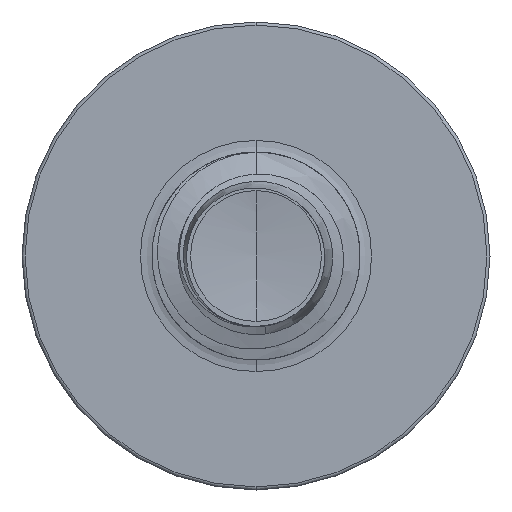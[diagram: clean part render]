
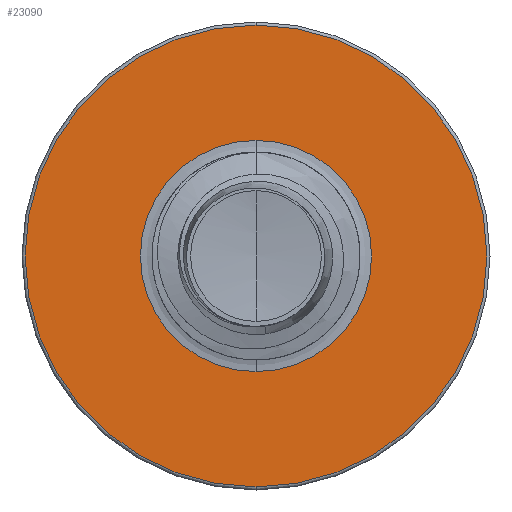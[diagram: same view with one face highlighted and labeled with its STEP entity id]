
A CAD part, front view. The second image highlights one B-rep face of the part: STEP entity #23090.
In plain terms, the highlighted planar face has unit normal (0, -1, 0).
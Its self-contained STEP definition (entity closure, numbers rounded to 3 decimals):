
#569 = AXIS2_PLACEMENT_3D ( 'NONE', #14843, #14208, #14106 ) ;
#1096 = CARTESIAN_POINT ( 'NONE',  ( 0., 7., -2.22 ) ) ;
#1513 = DIRECTION ( 'NONE',  ( 0., 0., 1. ) ) ;
#2299 = ORIENTED_EDGE ( 'NONE', *, *, #5781, .T. ) ;
#2410 = CARTESIAN_POINT ( 'NONE',  ( 0., 7., -1.112 ) ) ;
#2904 = CARTESIAN_POINT ( 'NONE',  ( 0., 7., 2.22 ) ) ;
#5781 = EDGE_CURVE ( 'NONE', #21788, #7900, #22720, .T. ) ;
#7900 = VERTEX_POINT ( 'NONE', #22289 ) ;
#8781 = DIRECTION ( 'NONE',  ( 0., 0., 1. ) ) ;
#8857 = CARTESIAN_POINT ( 'NONE',  ( 0., 7., -1.112 ) ) ;
#8900 = PLANE ( 'NONE',  #21719 ) ;
#8976 = DIRECTION ( 'NONE',  ( 0., 0., 1. ) ) ;
#9014 = DIRECTION ( 'NONE',  ( 0., 1., 0. ) ) ;
#9067 = CARTESIAN_POINT ( 'NONE',  ( 0., 7., 0. ) ) ;
#9285 = DIRECTION ( 'NONE',  ( 0., 0., 1. ) ) ;
#9323 = DIRECTION ( 'NONE',  ( 0., 1., 0. ) ) ;
#9328 = CARTESIAN_POINT ( 'NONE',  ( 0., 7., 0. ) ) ;
#9713 = EDGE_CURVE ( 'NONE', #17069, #21706, #21269, .T. ) ;
#9967 = EDGE_LOOP ( 'NONE', ( #22990, #21704 ) ) ;
#10174 = DIRECTION ( 'NONE',  ( 0., 1., 0. ) ) ;
#14106 = DIRECTION ( 'NONE',  ( 0., 0., 1. ) ) ;
#14208 = DIRECTION ( 'NONE',  ( 0., 1., 0. ) ) ;
#14843 = CARTESIAN_POINT ( 'NONE',  ( 0., 7., 0. ) ) ;
#16085 = EDGE_CURVE ( 'NONE', #7900, #21788, #20092, .T. ) ;
#16117 = EDGE_CURVE ( 'NONE', #21706, #17069, #19210, .T. ) ;
#17069 = VERTEX_POINT ( 'NONE', #2904 ) ;
#17508 = DIRECTION ( 'NONE',  ( 0., 1., 0. ) ) ;
#17946 = AXIS2_PLACEMENT_3D ( 'NONE', #9067, #9014, #8976 ) ;
#18136 = FACE_OUTER_BOUND ( 'NONE', #9967, .T. ) ;
#19210 = CIRCLE ( 'NONE', #17946, 2.22 ) ;
#19568 = ORIENTED_EDGE ( 'NONE', *, *, #16085, .T. ) ;
#20092 = CIRCLE ( 'NONE', #22303, 1.112 ) ;
#20835 = EDGE_LOOP ( 'NONE', ( #19568, #2299 ) ) ;
#21269 = CIRCLE ( 'NONE', #569, 2.22 ) ;
#21334 = FACE_BOUND ( 'NONE', #20835, .T. ) ;
#21704 = ORIENTED_EDGE ( 'NONE', *, *, #16117, .F. ) ;
#21706 = VERTEX_POINT ( 'NONE', #1096 ) ;
#21719 = AXIS2_PLACEMENT_3D ( 'NONE', #8857, #10174, #8781 ) ;
#21788 = VERTEX_POINT ( 'NONE', #2410 ) ;
#22289 = CARTESIAN_POINT ( 'NONE',  ( 0., 7., 1.112 ) ) ;
#22303 = AXIS2_PLACEMENT_3D ( 'NONE', #9328, #9323, #9285 ) ;
#22720 = CIRCLE ( 'NONE', #22781, 1.112 ) ;
#22781 = AXIS2_PLACEMENT_3D ( 'NONE', #22996, #17508, #1513 ) ;
#22990 = ORIENTED_EDGE ( 'NONE', *, *, #9713, .F. ) ;
#22996 = CARTESIAN_POINT ( 'NONE',  ( 0., 7., 0. ) ) ;
#23090 = ADVANCED_FACE ( 'NONE', ( #18136, #21334 ), #8900, .F. ) ;
